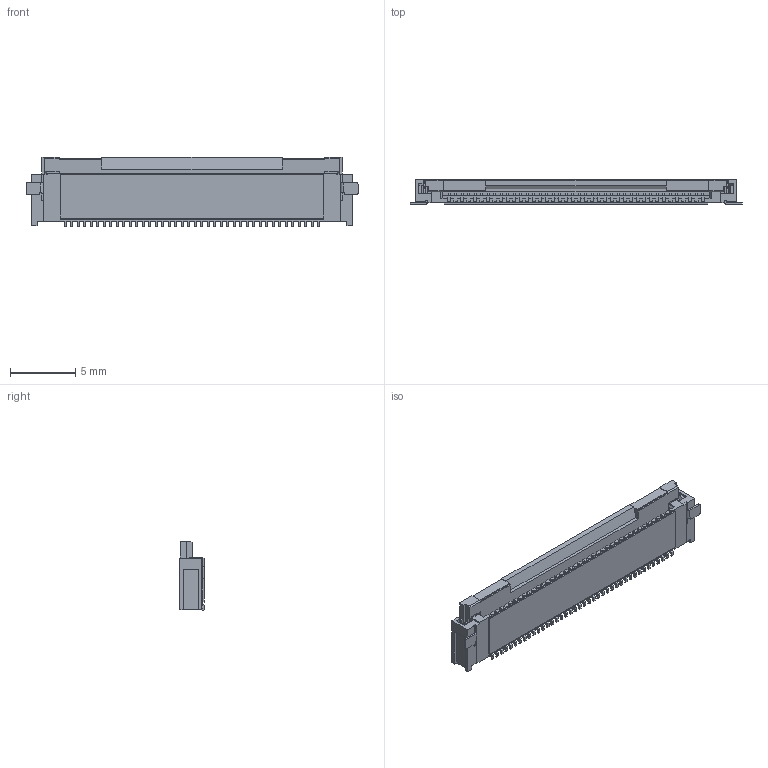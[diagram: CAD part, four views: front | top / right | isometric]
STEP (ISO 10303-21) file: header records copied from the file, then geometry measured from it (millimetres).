
FILE_DESCRIPTION((''),'2;1');
FILE_NAME('5051104091','2019-02-19T',('gga'),(''),'PRO/ENGINEER BY PARAMETRIC TECHNOLOGY CORPORATION, 2016010','PRO/ENGINEER BY PARAMETRIC TECHNOLOGY CORPORATION, 2016010','');
FILE_SCHEMA(('CONFIG_CONTROL_DESIGN'));
Length unit declared in the file: millimetre
Products named in the file (1): 5051104091
Bounding box: 25.5 x 1.9 x 5.3 mm (x, y, z)
Volume: 150 mm3; surface area: 613.4 mm2
Topology: 1 solids, 1 shells, 1839 faces, 5814 edges, 3898 vertices
Faces by surface type: plane 1734, cylinder 105
Entity records: 63111 total; most frequent: CARTESIAN_POINT 11398, ORIENTED_EDGE 11292, DIRECTION 9784, EDGE_CURVE 5646, VECTOR 5520, LINE 5520, VERTEX_POINT 3730, AXIS2_PLACEMENT_3D 2132
